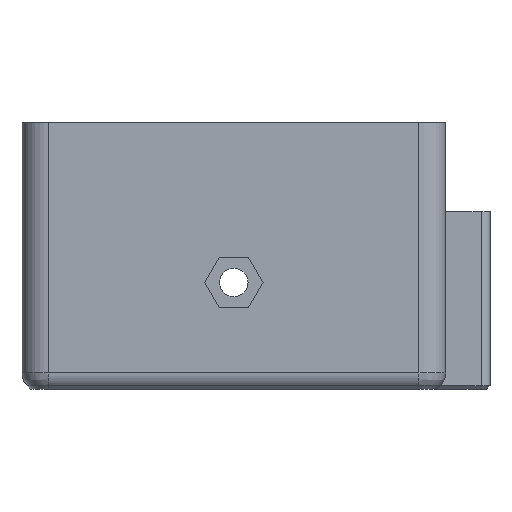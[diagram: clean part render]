
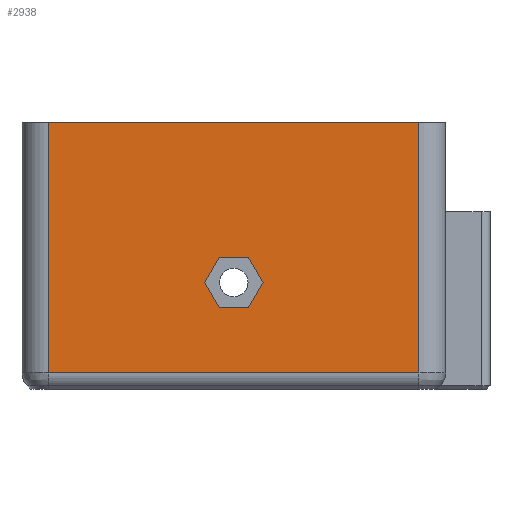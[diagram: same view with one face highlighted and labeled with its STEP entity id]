
A CAD part, top view. The second image highlights one B-rep face of the part: STEP entity #2938.
In plain terms, the highlighted planar face has unit normal (0, 0, 1).
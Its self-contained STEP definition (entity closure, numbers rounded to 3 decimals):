
#80=FACE_BOUND('',#944,.T.);
#105=PLANE('',#3183);
#212=LINE('',#4618,#453);
#224=LINE('',#4694,#465);
#225=LINE('',#4698,#466);
#226=LINE('',#4699,#467);
#227=LINE('',#4702,#468);
#228=LINE('',#4704,#469);
#229=LINE('',#4706,#470);
#230=LINE('',#4708,#471);
#231=LINE('',#4710,#472);
#232=LINE('',#4711,#473);
#453=VECTOR('',#3637,10.);
#465=VECTOR('',#3693,10.);
#466=VECTOR('',#3698,10.);
#467=VECTOR('',#3699,10.);
#468=VECTOR('',#3700,10.);
#469=VECTOR('',#3701,10.);
#470=VECTOR('',#3702,10.);
#471=VECTOR('',#3703,10.);
#472=VECTOR('',#3704,10.);
#473=VECTOR('',#3705,10.);
#756=FACE_OUTER_BOUND('',#943,.T.);
#943=EDGE_LOOP('',(#2179,#2180,#2181,#2182));
#944=EDGE_LOOP('',(#2183,#2184,#2185,#2186,#2187,#2188));
#1347=VERTEX_POINT('',#4611);
#1349=VERTEX_POINT('',#4617);
#1364=VERTEX_POINT('',#4693);
#1365=VERTEX_POINT('',#4697);
#1366=VERTEX_POINT('',#4700);
#1367=VERTEX_POINT('',#4701);
#1368=VERTEX_POINT('',#4703);
#1369=VERTEX_POINT('',#4705);
#1370=VERTEX_POINT('',#4707);
#1371=VERTEX_POINT('',#4709);
#1643=EDGE_CURVE('',#1347,#1349,#212,.T.);
#1670=EDGE_CURVE('',#1349,#1364,#224,.T.);
#1672=EDGE_CURVE('',#1365,#1347,#225,.T.);
#1673=EDGE_CURVE('',#1365,#1364,#226,.T.);
#1674=EDGE_CURVE('',#1366,#1367,#227,.T.);
#1675=EDGE_CURVE('',#1367,#1368,#228,.T.);
#1676=EDGE_CURVE('',#1368,#1369,#229,.T.);
#1677=EDGE_CURVE('',#1369,#1370,#230,.T.);
#1678=EDGE_CURVE('',#1370,#1371,#231,.T.);
#1679=EDGE_CURVE('',#1371,#1366,#232,.T.);
#2179=ORIENTED_EDGE('',*,*,#1643,.F.);
#2180=ORIENTED_EDGE('',*,*,#1672,.F.);
#2181=ORIENTED_EDGE('',*,*,#1673,.T.);
#2182=ORIENTED_EDGE('',*,*,#1670,.F.);
#2183=ORIENTED_EDGE('',*,*,#1674,.T.);
#2184=ORIENTED_EDGE('',*,*,#1675,.T.);
#2185=ORIENTED_EDGE('',*,*,#1676,.T.);
#2186=ORIENTED_EDGE('',*,*,#1677,.T.);
#2187=ORIENTED_EDGE('',*,*,#1678,.T.);
#2188=ORIENTED_EDGE('',*,*,#1679,.T.);
#2938=ADVANCED_FACE('',(#756,#80),#105,.T.);
#3183=AXIS2_PLACEMENT_3D('',#4696,#3696,#3697);
#3637=DIRECTION('',(-1.,0.,0.));
#3693=DIRECTION('',(0.,1.,0.));
#3696=DIRECTION('center_axis',(0.,0.,
1.));
#3697=DIRECTION('ref_axis',(1.,0.,0.));
#3698=DIRECTION('',(0.,-1.,0.));
#3699=DIRECTION('',(-1.,0.,0.));
#3700=DIRECTION('',(0.5,0.866,0.));
#3701=DIRECTION('',(1.,0.,0.));
#3702=DIRECTION('',(0.5,-0.866,0.));
#3703=DIRECTION('',(-0.5,-0.866,0.));
#3704=DIRECTION('',(-1.,0.,0.));
#3705=DIRECTION('',(-0.5,0.866,0.));
#4611=CARTESIAN_POINT('',(187.806,-1.172,374.));
#4617=CARTESIAN_POINT('',(146.106,-1.172,374.));
#4618=CARTESIAN_POINT('',(148.919,-1.172,374.));
#4693=CARTESIAN_POINT('',(146.106,27.,374.));
#4694=CARTESIAN_POINT('',(146.106,22.,374.));
#4696=CARTESIAN_POINT('Origin',(142.906,22.,374.));
#4697=CARTESIAN_POINT('',(187.806,27.,374.));
#4698=CARTESIAN_POINT('',(187.806,22.,374.));
#4699=CARTESIAN_POINT('',(190.806,27.,374.));
#4700=CARTESIAN_POINT('',(163.666,9.,374.));
#4701=CARTESIAN_POINT('',(165.311,11.85,374.));
#4702=CARTESIAN_POINT('',(161.068,4.5,374.));
#4703=CARTESIAN_POINT('',(168.602,11.85,374.));
#4704=CARTESIAN_POINT('',(154.615,11.85,374.));
#4705=CARTESIAN_POINT('',(170.247,9.,374.));
#4706=CARTESIAN_POINT('',(167.086,14.476,374.));
#4707=CARTESIAN_POINT('',(168.602,6.15,374.));
#4708=CARTESIAN_POINT('',(165.181,0.225,374.));
#4709=CARTESIAN_POINT('',(165.311,6.15,374.));
#4710=CARTESIAN_POINT('',(152.97,6.15,374.));
#4711=CARTESIAN_POINT('',(161.327,13.051,374.));
